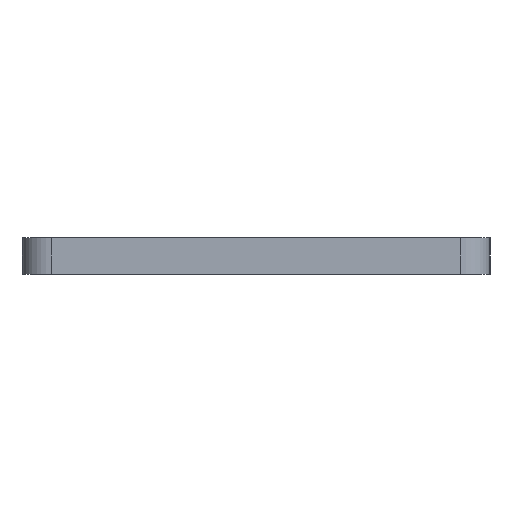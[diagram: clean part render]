
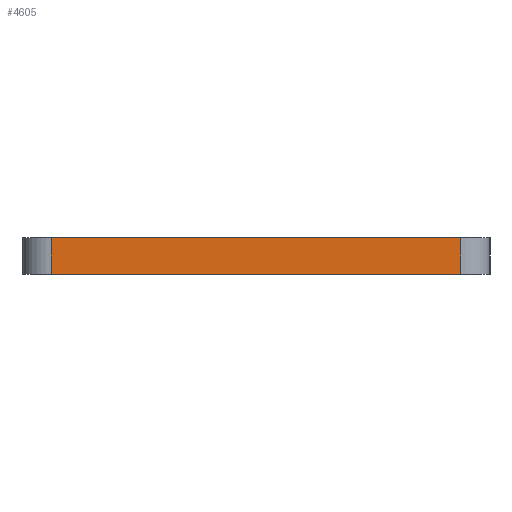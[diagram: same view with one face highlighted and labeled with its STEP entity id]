
A CAD part, left-side view. The second image highlights one B-rep face of the part: STEP entity #4605.
In plain terms, the highlighted planar face has unit normal (-1, 0, 0).
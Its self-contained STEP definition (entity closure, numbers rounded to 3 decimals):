
#84 = PLANE('',#85);
#85 = AXIS2_PLACEMENT_3D('',#86,#87,#88);
#86 = CARTESIAN_POINT('',(68.326,-35.052,1.6));
#87 = DIRECTION('',(0.,0.,1.));
#88 = DIRECTION('',(1.,0.,-0.));
#139 = PLANE('',#140);
#140 = AXIS2_PLACEMENT_3D('',#141,#142,#143);
#141 = CARTESIAN_POINT('',(68.326,-35.052,0.));
#142 = DIRECTION('',(0.,0.,1.));
#143 = DIRECTION('',(1.,0.,-0.));
#194 = CYLINDRICAL_SURFACE('',#195,1.27);
#195 = AXIS2_PLACEMENT_3D('',#196,#197,#198);
#196 = CARTESIAN_POINT('',(28.956,-43.942,0.));
#197 = DIRECTION('',(-0.,-0.,-1.));
#198 = DIRECTION('',(1.,0.,-0.));
#361 = VERTEX_POINT('',#362);
#362 = CARTESIAN_POINT('',(27.686,-26.162,0.));
#377 = CYLINDRICAL_SURFACE('',#378,1.27);
#378 = AXIS2_PLACEMENT_3D('',#379,#380,#381);
#379 = CARTESIAN_POINT('',(28.956,-26.162,0.));
#380 = DIRECTION('',(-0.,-0.,-1.));
#381 = DIRECTION('',(1.,0.,-0.));
#389 = EDGE_CURVE('',#390,#361,#392,.T.);
#390 = VERTEX_POINT('',#391);
#391 = CARTESIAN_POINT('',(27.686,-43.942,0.));
#392 = SURFACE_CURVE('',#393,(#397,#404),.PCURVE_S1.);
#393 = LINE('',#394,#395);
#394 = CARTESIAN_POINT('',(27.686,-43.942,0.));
#395 = VECTOR('',#396,1.);
#396 = DIRECTION('',(0.,1.,0.));
#397 = PCURVE('',#139,#398);
#398 = DEFINITIONAL_REPRESENTATION('',(#399),#403);
#399 = LINE('',#400,#401);
#400 = CARTESIAN_POINT('',(-40.64,-8.89));
#401 = VECTOR('',#402,1.);
#402 = DIRECTION('',(0.,1.));
#403 = ( GEOMETRIC_REPRESENTATION_CONTEXT(2) 
PARAMETRIC_REPRESENTATION_CONTEXT() REPRESENTATION_CONTEXT('2D SPACE',''
  ) );
#404 = PCURVE('',#405,#410);
#405 = PLANE('',#406);
#406 = AXIS2_PLACEMENT_3D('',#407,#408,#409);
#407 = CARTESIAN_POINT('',(27.686,-43.942,0.));
#408 = DIRECTION('',(-1.,0.,0.));
#409 = DIRECTION('',(0.,1.,0.));
#410 = DEFINITIONAL_REPRESENTATION('',(#411),#415);
#411 = LINE('',#412,#413);
#412 = CARTESIAN_POINT('',(0.,0.));
#413 = VECTOR('',#414,1.);
#414 = DIRECTION('',(1.,0.));
#415 = ( GEOMETRIC_REPRESENTATION_CONTEXT(2) 
PARAMETRIC_REPRESENTATION_CONTEXT() REPRESENTATION_CONTEXT('2D SPACE',''
  ) );
#2663 = VERTEX_POINT('',#2664);
#2664 = CARTESIAN_POINT('',(27.686,-26.162,1.6));
#2686 = EDGE_CURVE('',#2687,#2663,#2689,.T.);
#2687 = VERTEX_POINT('',#2688);
#2688 = CARTESIAN_POINT('',(27.686,-43.942,1.6));
#2689 = SURFACE_CURVE('',#2690,(#2694,#2701),.PCURVE_S1.);
#2690 = LINE('',#2691,#2692);
#2691 = CARTESIAN_POINT('',(27.686,-43.942,1.6));
#2692 = VECTOR('',#2693,1.);
#2693 = DIRECTION('',(0.,1.,0.));
#2694 = PCURVE('',#84,#2695);
#2695 = DEFINITIONAL_REPRESENTATION('',(#2696),#2700);
#2696 = LINE('',#2697,#2698);
#2697 = CARTESIAN_POINT('',(-40.64,-8.89));
#2698 = VECTOR('',#2699,1.);
#2699 = DIRECTION('',(0.,1.));
#2700 = ( GEOMETRIC_REPRESENTATION_CONTEXT(2) 
PARAMETRIC_REPRESENTATION_CONTEXT() REPRESENTATION_CONTEXT('2D SPACE',''
  ) );
#2701 = PCURVE('',#405,#2702);
#2702 = DEFINITIONAL_REPRESENTATION('',(#2703),#2707);
#2703 = LINE('',#2704,#2705);
#2704 = CARTESIAN_POINT('',(0.,-1.6));
#2705 = VECTOR('',#2706,1.);
#2706 = DIRECTION('',(1.,0.));
#2707 = ( GEOMETRIC_REPRESENTATION_CONTEXT(2) 
PARAMETRIC_REPRESENTATION_CONTEXT() REPRESENTATION_CONTEXT('2D SPACE',''
  ) );
#4555 = EDGE_CURVE('',#390,#2687,#4556,.T.);
#4556 = SURFACE_CURVE('',#4557,(#4561,#4568),.PCURVE_S1.);
#4557 = LINE('',#4558,#4559);
#4558 = CARTESIAN_POINT('',(27.686,-43.942,0.));
#4559 = VECTOR('',#4560,1.);
#4560 = DIRECTION('',(0.,0.,1.));
#4561 = PCURVE('',#194,#4562);
#4562 = DEFINITIONAL_REPRESENTATION('',(#4563),#4567);
#4563 = LINE('',#4564,#4565);
#4564 = CARTESIAN_POINT('',(-3.142,0.));
#4565 = VECTOR('',#4566,1.);
#4566 = DIRECTION('',(-0.,-1.));
#4567 = ( GEOMETRIC_REPRESENTATION_CONTEXT(2) 
PARAMETRIC_REPRESENTATION_CONTEXT() REPRESENTATION_CONTEXT('2D SPACE',''
  ) );
#4568 = PCURVE('',#405,#4569);
#4569 = DEFINITIONAL_REPRESENTATION('',(#4570),#4574);
#4570 = LINE('',#4571,#4572);
#4571 = CARTESIAN_POINT('',(0.,0.));
#4572 = VECTOR('',#4573,1.);
#4573 = DIRECTION('',(0.,-1.));
#4574 = ( GEOMETRIC_REPRESENTATION_CONTEXT(2) 
PARAMETRIC_REPRESENTATION_CONTEXT() REPRESENTATION_CONTEXT('2D SPACE',''
  ) );
#4605 = ADVANCED_FACE('',(#4606),#405,.T.);
#4606 = FACE_BOUND('',#4607,.T.);
#4607 = EDGE_LOOP('',(#4608,#4609,#4610,#4631));
#4608 = ORIENTED_EDGE('',*,*,#4555,.T.);
#4609 = ORIENTED_EDGE('',*,*,#2686,.T.);
#4610 = ORIENTED_EDGE('',*,*,#4611,.F.);
#4611 = EDGE_CURVE('',#361,#2663,#4612,.T.);
#4612 = SURFACE_CURVE('',#4613,(#4617,#4624),.PCURVE_S1.);
#4613 = LINE('',#4614,#4615);
#4614 = CARTESIAN_POINT('',(27.686,-26.162,0.));
#4615 = VECTOR('',#4616,1.);
#4616 = DIRECTION('',(0.,0.,1.));
#4617 = PCURVE('',#405,#4618);
#4618 = DEFINITIONAL_REPRESENTATION('',(#4619),#4623);
#4619 = LINE('',#4620,#4621);
#4620 = CARTESIAN_POINT('',(17.78,0.));
#4621 = VECTOR('',#4622,1.);
#4622 = DIRECTION('',(0.,-1.));
#4623 = ( GEOMETRIC_REPRESENTATION_CONTEXT(2) 
PARAMETRIC_REPRESENTATION_CONTEXT() REPRESENTATION_CONTEXT('2D SPACE',''
  ) );
#4624 = PCURVE('',#377,#4625);
#4625 = DEFINITIONAL_REPRESENTATION('',(#4626),#4630);
#4626 = LINE('',#4627,#4628);
#4627 = CARTESIAN_POINT('',(-3.142,0.));
#4628 = VECTOR('',#4629,1.);
#4629 = DIRECTION('',(-0.,-1.));
#4630 = ( GEOMETRIC_REPRESENTATION_CONTEXT(2) 
PARAMETRIC_REPRESENTATION_CONTEXT() REPRESENTATION_CONTEXT('2D SPACE',''
  ) );
#4631 = ORIENTED_EDGE('',*,*,#389,.F.);
